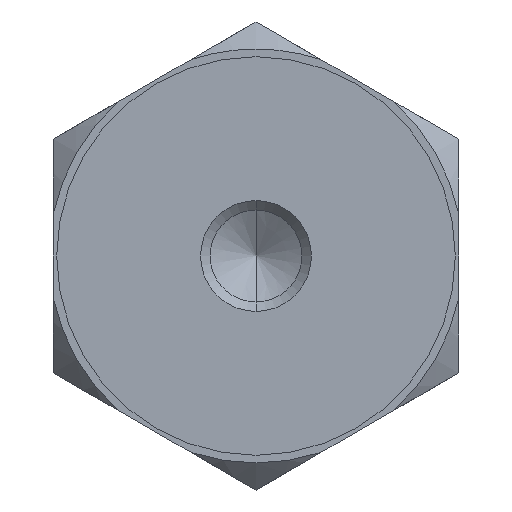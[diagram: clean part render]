
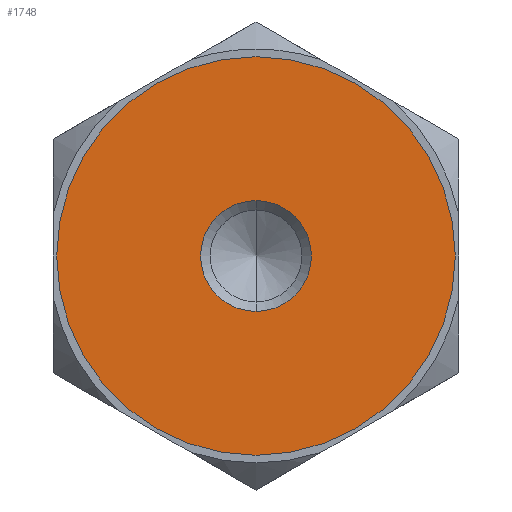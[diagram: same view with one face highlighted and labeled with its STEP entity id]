
A CAD part, front view. The second image highlights one B-rep face of the part: STEP entity #1748.
In plain terms, the highlighted planar face has unit normal (0, -1, 0).
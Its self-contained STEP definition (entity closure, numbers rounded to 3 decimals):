
#854=CARTESIAN_POINT('',(0.,-35.,0.));
#855=DIRECTION('',(0.,-1.,0.));
#856=DIRECTION('',(0.,0.,1.));
#857=AXIS2_PLACEMENT_3D('',#854,#855,#856);
#862=CARTESIAN_POINT('',(0.,-35.,0.));
#863=DIRECTION('',(0.,-1.,0.));
#864=DIRECTION('',(0.,0.,-1.));
#865=AXIS2_PLACEMENT_3D('',#862,#863,#864);
#870=CARTESIAN_POINT('',(0.,-35.,0.));
#871=DIRECTION('',(0.,1.,0.));
#872=DIRECTION('',(0.,0.,-1.));
#873=AXIS2_PLACEMENT_3D('',#870,#871,#872);
#878=CARTESIAN_POINT('',(0.,-35.,0.));
#879=DIRECTION('',(0.,1.,0.));
#880=DIRECTION('',(0.,0.,1.));
#881=AXIS2_PLACEMENT_3D('',#878,#879,#880);
#1052=CARTESIAN_POINT('',(0.,-35.,-4.1));
#1054=VERTEX_POINT('',#1052);
#1056=CARTESIAN_POINT('',(0.,-35.,4.1));
#1058=VERTEX_POINT('',#1056);
#1059=CARTESIAN_POINT('',(0.,-35.,-14.75));
#1061=VERTEX_POINT('',#1059);
#1063=CARTESIAN_POINT('',(0.,-35.,14.75));
#1065=VERTEX_POINT('',#1063);
#1733=CARTESIAN_POINT('',(17.5,-35.,0.));
#1734=DIRECTION('',(0.,-1.,0.));
#1735=DIRECTION('',(0.,0.,-1.));
#1736=AXIS2_PLACEMENT_3D('',#1733,#1734,#1735);
#1737=PLANE('',#1736);
#1738=ORIENTED_EDGE('',*,*,#1727,.F.);
#1739=ORIENTED_EDGE('',*,*,#1713,.F.);
#1740=EDGE_LOOP('',(#1738,#1739));
#1741=FACE_OUTER_BOUND('',#1740,.F.);
#1743=ORIENTED_EDGE('',*,*,#1742,.F.);
#1745=ORIENTED_EDGE('',*,*,#1744,.F.);
#1746=EDGE_LOOP('',(#1743,#1745));
#1747=FACE_BOUND('',#1746,.F.);
#1748=ADVANCED_FACE('',(#1741,#1747),#1737,.T.);
#858=CIRCLE('',#857,14.75);
#866=CIRCLE('',#865,14.75);
#874=CIRCLE('',#873,4.1);
#882=CIRCLE('',#881,4.1);
#1713=EDGE_CURVE('',#1061,#1065,#866,.T.);
#1727=EDGE_CURVE('',#1065,#1061,#858,.T.);
#1742=EDGE_CURVE('',#1054,#1058,#874,.T.);
#1744=EDGE_CURVE('',#1058,#1054,#882,.T.);
